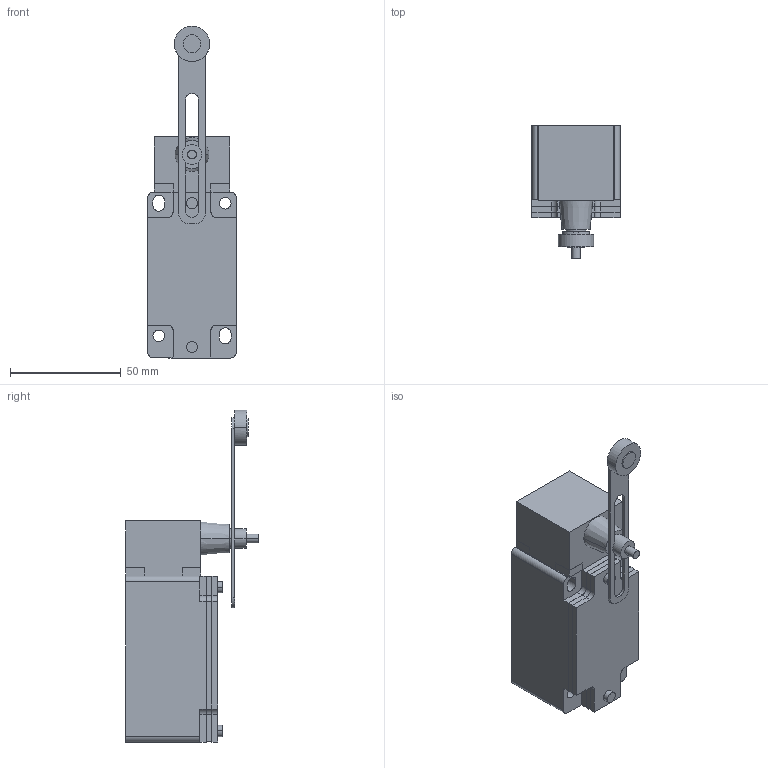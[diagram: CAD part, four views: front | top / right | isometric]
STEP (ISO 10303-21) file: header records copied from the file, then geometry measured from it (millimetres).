
FILE_DESCRIPTION(('starvars output'),'2;1');
FILE_NAME('cv20200406035650000003200.stp','03:56:50 2020/04/06',( 'Thomas Industrial Network Germany GmbH'),( 'Thomas Industrial Network Germany GmbH'),'unknown preprocess','ACIS' ,'unknown authorization');
FILE_SCHEMA(('AUTOMOTIVE_DESIGN_CC2 {UNKNOWN IMPLEMENTATION LEVEL}'));
Length unit declared in the file: millimetre
Products named in the file (1): PRODUCT_ID_1
Bounding box: 40 x 60 x 150.1 mm (x, y, z)
Volume: 145981.7 mm3; surface area: 25105.9 mm2
Topology: 1 solids, 1 shells, 155 faces, 422 edges, 276 vertices
Faces by surface type: plane 103, cylinder 46, cone 6
Entity records: 5790 total; most frequent: ORIENTED_EDGE 844, CARTESIAN_POINT 759, DIRECTION 689, EDGE_CURVE 422, VECTOR 277, LINE 277, VERTEX_POINT 276, AXIS2_PLACEMENT_3D 206
